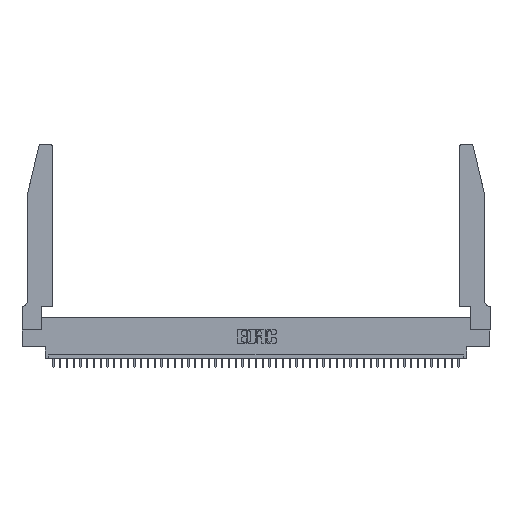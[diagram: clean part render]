
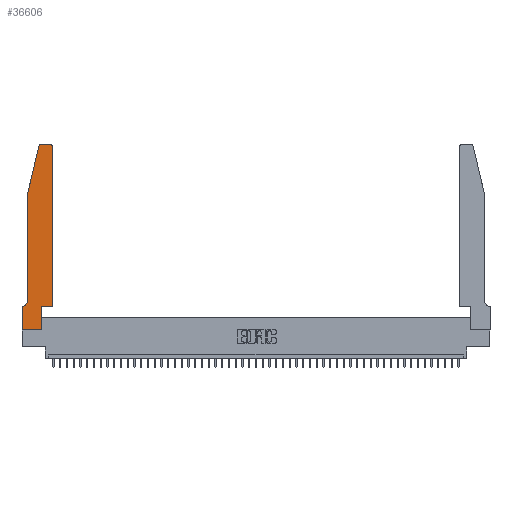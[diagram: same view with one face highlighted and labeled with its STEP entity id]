
A CAD part, top view. The second image highlights one B-rep face of the part: STEP entity #36606.
In plain terms, the highlighted planar face has unit normal (0, 0, 1).
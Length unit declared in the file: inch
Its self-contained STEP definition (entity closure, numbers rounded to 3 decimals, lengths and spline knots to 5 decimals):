
#163 = CARTESIAN_POINT ( 'NONE',  ( 0.284, 2.72, 0.37 ) ) ;
#214 = ORIENTED_EDGE ( 'NONE', *, *, #45179, .T. ) ;
#681 = CARTESIAN_POINT ( 'NONE',  ( 0.4505, 0.35, 0.37 ) ) ;
#1331 = CIRCLE ( 'NONE', #27871, 0.03 ) ;
#2105 = CARTESIAN_POINT ( 'NONE',  ( 0.0055, 0.35, 0.37 ) ) ;
#2584 = EDGE_CURVE ( 'NONE', #36696, #27887, #1331, .T. ) ;
#2840 = EDGE_CURVE ( 'NONE', #18030, #9006, #12981, .T. ) ;
#4822 = DIRECTION ( 'NONE',  ( 0., 0., 1. ) ) ;
#5176 = CARTESIAN_POINT ( 'NONE',  ( 0.0755, 0.42, 0.37 ) ) ;
#5822 = VECTOR ( 'NONE', #41668, 39.37008 ) ;
#5906 = VERTEX_POINT ( 'NONE', #17864 ) ;
#5917 = ORIENTED_EDGE ( 'NONE', *, *, #2840, .T. ) ;
#6000 = CARTESIAN_POINT ( 'NONE',  ( 0.0755, 2., 0.37 ) ) ;
#6145 = CARTESIAN_POINT ( 'NONE',  ( 0., 0.35, 0.37 ) ) ;
#6786 = DIRECTION ( 'NONE',  ( 0., 0., -1. ) ) ;
#7596 = DIRECTION ( 'NONE',  ( 1., 0., 0. ) ) ;
#8008 = DIRECTION ( 'NONE',  ( 1., 0., 0. ) ) ;
#8384 = EDGE_CURVE ( 'NONE', #9699, #42450, #15735, .T. ) ;
#9006 = VERTEX_POINT ( 'NONE', #5176 ) ;
#9699 = VERTEX_POINT ( 'NONE', #33448 ) ;
#9806 = CARTESIAN_POINT ( 'NONE',  ( 0.0755, 2., 0.37 ) ) ;
#9907 = CARTESIAN_POINT ( 'NONE',  ( 0.0755, 2., 0.37 ) ) ;
#10007 = EDGE_CURVE ( 'NONE', #46909, #9699, #25265, .T. ) ;
#10100 = ORIENTED_EDGE ( 'NONE', *, *, #2584, .T. ) ;
#11598 = DIRECTION ( 'NONE',  ( 0., -1., 0. ) ) ;
#11716 = AXIS2_PLACEMENT_3D ( 'NONE', #24634, #6786, #36136 ) ;
#12258 = VERTEX_POINT ( 'NONE', #18800 ) ;
#12981 = LINE ( 'NONE', #9806, #14635 ) ;
#13258 = VECTOR ( 'NONE', #44980, 39.37008 ) ;
#14635 = VECTOR ( 'NONE', #24232, 39.37008 ) ;
#14666 = LINE ( 'NONE', #26402, #18876 ) ;
#14855 = DIRECTION ( 'NONE',  ( 1., 0., 0. ) ) ;
#15259 = EDGE_LOOP ( 'NONE', ( #22916, #10100, #19004, #5917, #38824, #42604, #41551, #47393, #214, #26950, #21528, #30689 ) ) ;
#15612 = VECTOR ( 'NONE', #20655, 39.37008 ) ;
#15735 = LINE ( 'NONE', #37771, #38322 ) ;
#16243 = CARTESIAN_POINT ( 'NONE',  ( 0.25487, 2.72718, 0.37 ) ) ;
#16338 = VERTEX_POINT ( 'NONE', #26084 ) ;
#16356 = VECTOR ( 'NONE', #36001, 39.37008 ) ;
#17154 = LINE ( 'NONE', #21552, #16356 ) ;
#17511 = EDGE_CURVE ( 'NONE', #9006, #46909, #17949, .T. ) ;
#17864 = CARTESIAN_POINT ( 'NONE',  ( 0.4205, 2.75, 0.37 ) ) ;
#17949 = CIRCLE ( 'NONE', #11716, 0.07 ) ;
#18030 = VERTEX_POINT ( 'NONE', #9907 ) ;
#18751 = LINE ( 'NONE', #681, #39379 ) ;
#18800 = CARTESIAN_POINT ( 'NONE',  ( 0.4505, 2.72, 0.37 ) ) ;
#18876 = VECTOR ( 'NONE', #7596, 39.37008 ) ;
#18902 = LINE ( 'NONE', #44608, #5822 ) ;
#19004 = ORIENTED_EDGE ( 'NONE', *, *, #19519, .T. ) ;
#19519 = EDGE_CURVE ( 'NONE', #27887, #18030, #42215, .T. ) ;
#20655 = DIRECTION ( 'NONE',  ( -0.239, -0.971, 0. ) ) ;
#21424 = AXIS2_PLACEMENT_3D ( 'NONE', #6145, #31819, #46976 ) ;
#21528 = ORIENTED_EDGE ( 'NONE', *, *, #23874, .T. ) ;
#21552 = CARTESIAN_POINT ( 'NONE',  ( 0.2865, 0.35, 0.37 ) ) ;
#21970 = LINE ( 'NONE', #32997, #13258 ) ;
#22758 = VECTOR ( 'NONE', #39695, 39.37008 ) ;
#22916 = ORIENTED_EDGE ( 'NONE', *, *, #28864, .T. ) ;
#23874 = EDGE_CURVE ( 'NONE', #16338, #12258, #18902, .T. ) ;
#24232 = DIRECTION ( 'NONE',  ( 0., -1., 0. ) ) ;
#24481 = FACE_OUTER_BOUND ( 'NONE', #15259, .T. ) ;
#24634 = CARTESIAN_POINT ( 'NONE',  ( 0.0055, 0.42, 0.37 ) ) ;
#25265 = LINE ( 'NONE', #47269, #22758 ) ;
#26084 = CARTESIAN_POINT ( 'NONE',  ( 0.4505, 0.35, 0.37 ) ) ;
#26402 = CARTESIAN_POINT ( 'NONE',  ( 0., 0., 0.37 ) ) ;
#26446 = VERTEX_POINT ( 'NONE', #44680 ) ;
#26950 = ORIENTED_EDGE ( 'NONE', *, *, #35621, .T. ) ;
#27871 = AXIS2_PLACEMENT_3D ( 'NONE', #163, #30707, #44918 ) ;
#27887 = VERTEX_POINT ( 'NONE', #16243 ) ;
#28159 = CARTESIAN_POINT ( 'NONE',  ( 0.284, 2.75, 0.37 ) ) ;
#28864 = EDGE_CURVE ( 'NONE', #5906, #36696, #21970, .T. ) ;
#30404 = CIRCLE ( 'NONE', #36650, 0.03 ) ;
#30689 = ORIENTED_EDGE ( 'NONE', *, *, #46826, .T. ) ;
#30707 = DIRECTION ( 'NONE',  ( 0., 0., 1. ) ) ;
#31486 = EDGE_CURVE ( 'NONE', #42450, #40551, #14666, .T. ) ;
#31819 = DIRECTION ( 'NONE',  ( 0., 0., 1. ) ) ;
#32521 = CARTESIAN_POINT ( 'NONE',  ( 0.2865, 0., 0.37 ) ) ;
#32997 = CARTESIAN_POINT ( 'NONE',  ( 0.2605, 2.75, 0.37 ) ) ;
#33448 = CARTESIAN_POINT ( 'NONE',  ( 0., 0.35, 0.37 ) ) ;
#35621 = EDGE_CURVE ( 'NONE', #26446, #16338, #18751, .T. ) ;
#36001 = DIRECTION ( 'NONE',  ( 0., 1., 0. ) ) ;
#36136 = DIRECTION ( 'NONE',  ( -1., 0., 0. ) ) ;
#36606 = ADVANCED_FACE ( 'NONE', ( #24481 ), #43554, .T. ) ;
#36650 = AXIS2_PLACEMENT_3D ( 'NONE', #45414, #4822, #8008 ) ;
#36696 = VERTEX_POINT ( 'NONE', #28159 ) ;
#37771 = CARTESIAN_POINT ( 'NONE',  ( 0., 0., 0.37 ) ) ;
#38322 = VECTOR ( 'NONE', #11598, 39.37008 ) ;
#38824 = ORIENTED_EDGE ( 'NONE', *, *, #17511, .T. ) ;
#39379 = VECTOR ( 'NONE', #14855, 39.37008 ) ;
#39695 = DIRECTION ( 'NONE',  ( -1., 0., 0. ) ) ;
#40551 = VERTEX_POINT ( 'NONE', #32521 ) ;
#41551 = ORIENTED_EDGE ( 'NONE', *, *, #8384, .T. ) ;
#41668 = DIRECTION ( 'NONE',  ( 0., 1., 0. ) ) ;
#42215 = LINE ( 'NONE', #6000, #15612 ) ;
#42450 = VERTEX_POINT ( 'NONE', #46138 ) ;
#42604 = ORIENTED_EDGE ( 'NONE', *, *, #10007, .T. ) ;
#43554 = PLANE ( 'NONE',  #21424 ) ;
#44608 = CARTESIAN_POINT ( 'NONE',  ( 0.4505, 0.35, 0.37 ) ) ;
#44680 = CARTESIAN_POINT ( 'NONE',  ( 0.2865, 0.35, 0.37 ) ) ;
#44918 = DIRECTION ( 'NONE',  ( 1., 0., 0. ) ) ;
#44980 = DIRECTION ( 'NONE',  ( -1., 0., 0. ) ) ;
#45179 = EDGE_CURVE ( 'NONE', #40551, #26446, #17154, .T. ) ;
#45414 = CARTESIAN_POINT ( 'NONE',  ( 0.4205, 2.72, 0.37 ) ) ;
#46138 = CARTESIAN_POINT ( 'NONE',  ( 0., 0., 0.37 ) ) ;
#46826 = EDGE_CURVE ( 'NONE', #12258, #5906, #30404, .T. ) ;
#46909 = VERTEX_POINT ( 'NONE', #2105 ) ;
#46976 = DIRECTION ( 'NONE',  ( 1., 0., 0. ) ) ;
#47269 = CARTESIAN_POINT ( 'NONE',  ( 0.0755, 0.35, 0.37 ) ) ;
#47393 = ORIENTED_EDGE ( 'NONE', *, *, #31486, .T. ) ;
